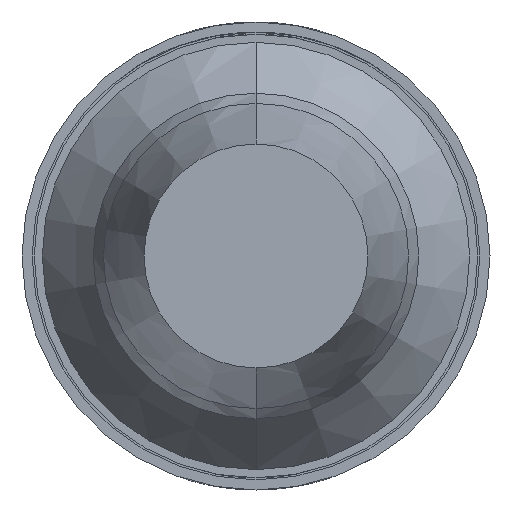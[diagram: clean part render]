
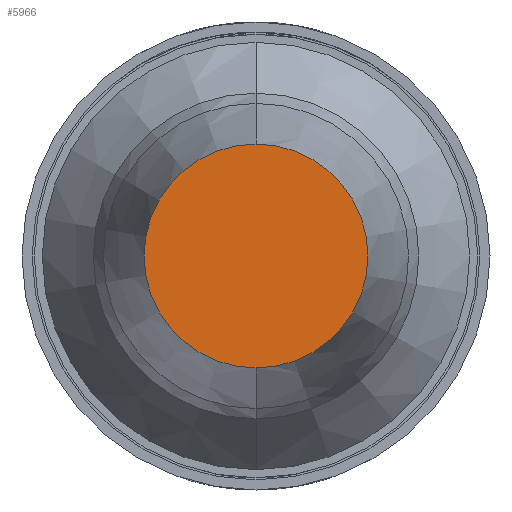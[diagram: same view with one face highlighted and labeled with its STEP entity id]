
A CAD part, front view. The second image highlights one B-rep face of the part: STEP entity #5966.
In plain terms, the highlighted planar face has unit normal (0, -1, 0).
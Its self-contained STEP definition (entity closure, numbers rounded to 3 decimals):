
#523 = CIRCLE ( 'NONE', #4327, 0.55 ) ;
#788 = VERTEX_POINT ( 'NONE', #3137 ) ;
#906 = CARTESIAN_POINT ( 'NONE',  ( 0., -39.2, 0. ) ) ;
#1241 = CARTESIAN_POINT ( 'NONE',  ( 0., -39.2, 0.55 ) ) ;
#2744 = CARTESIAN_POINT ( 'NONE',  ( 0., -39.2, 0. ) ) ;
#2829 = DIRECTION ( 'NONE',  ( 0., 1., 0. ) ) ;
#3137 = CARTESIAN_POINT ( 'NONE',  ( 0., -39.2, -0.55 ) ) ;
#3776 = ORIENTED_EDGE ( 'NONE', *, *, #5723, .F. ) ;
#3783 = DIRECTION ( 'NONE',  ( 0., 1., 0. ) ) ;
#3954 = DIRECTION ( 'NONE',  ( 0., 0., 1. ) ) ;
#3982 = AXIS2_PLACEMENT_3D ( 'NONE', #2744, #3783, #4302 ) ;
#4302 = DIRECTION ( 'NONE',  ( 0., 0., 1. ) ) ;
#4327 = AXIS2_PLACEMENT_3D ( 'NONE', #5920, #2829, #6490 ) ;
#4477 = DIRECTION ( 'NONE',  ( 0., 1., 0. ) ) ;
#4593 = VERTEX_POINT ( 'NONE', #1241 ) ;
#5027 = AXIS2_PLACEMENT_3D ( 'NONE', #906, #4477, #3954 ) ;
#5536 = ORIENTED_EDGE ( 'NONE', *, *, #6029, .F. ) ;
#5723 = EDGE_CURVE ( 'Defeature ausgef�hrt1_5+Defeature ausgef�hrt1_4+Defeature ausgef�hrt1_4+Defeature ausgef�hrt1_4', #4593, #788, #5796, .T. ) ;
#5796 = CIRCLE ( 'NONE', #5027, 0.55 ) ;
#5833 = PLANE ( 'NONE',  #3982 ) ;
#5920 = CARTESIAN_POINT ( 'NONE',  ( 0., -39.2, 0. ) ) ;
#5966 = ADVANCED_FACE ( 'Defeature ausgef�hrt1_4', ( #6442 ), #5833, .F. ) ;
#6029 = EDGE_CURVE ( 'Defeature ausgef�hrt1_5+Defeature ausgef�hrt1_4+Defeature ausgef�hrt1_4+Defeature ausgef�hrt1_4', #788, #4593, #523, .T. ) ;
#6185 = EDGE_LOOP ( 'NONE', ( #3776, #5536 ) ) ;
#6442 = FACE_OUTER_BOUND ( 'NONE', #6185, .T. ) ;
#6490 = DIRECTION ( 'NONE',  ( 0., 0., 1. ) ) ;
